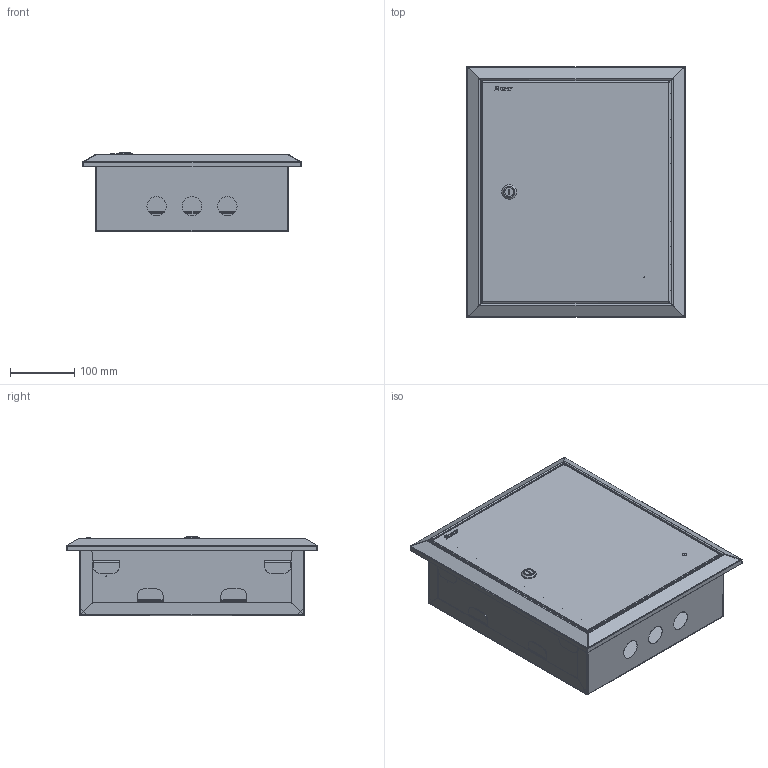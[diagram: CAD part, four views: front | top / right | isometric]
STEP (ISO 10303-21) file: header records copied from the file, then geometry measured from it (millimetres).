
FILE_DESCRIPTION (( 'STEP AP214' ), '1' );
FILE_NAME ('ﾙﾐﾂ-24 IP31 ﾌﾈ-1057 ﾑﾁ.STEP', '2017-09-11T13:16:44', ( 'Admin' ), ( '' ), 'SwSTEP 2.0', 'SolidWorks 2017', '' );
FILE_SCHEMA (( 'AUTOMOTIVE_DESIGN' ));
Length unit declared in the file: millimetre
Products named in the file (28): ÌÈ-1057.01.02.000 Ñòåíêà ïðàâàÿ â ñáîðå; ÌÈ-1057.03.00.000 Ôàëüøïàíåëü â ñáîðå; øïèëüêà îáìåäíåííàÿ Ì6õ12; ÌÈ-1057.03.00.001 Ôàëüøïàíåëü; ÌÈ-1057.01.01.000 Ñòåíêà ëåâàÿ â ñáîðå; DIN-ðåéêà; Êðîíøòåéí 40õ40; ÌÈ-1057.02.00.000 Äâåðü â ñáîðå; ÌÈ-1057.01.01.001 Ñòåíêà áîêîâàÿ; 呧蜦 3D; ÌÈ-1057.01.00.001 Ñòåíêà çàäíÿÿ; Çàìîê ïî÷òîâûé; Âíóòðåííåå òåëî çàìêà; ﾙﾐﾂ-24 IP31 ﾌﾈ-1057 ﾑﾁ; Ãàéêà; Ïðîêëàäêà ìåòàëëè÷åñêàÿ 2; pan head cross recess screw_din_ISO 7045 - M4 x 6 - Z --- 6N; Ïðîêëàäêà; Washer 6402_3_gost_丐ｩ｡ 2 6 ヮ葬 6402-70; 哏铌; Ïðîêëàäêà ìåòàëëè÷åñêàÿ; Òåëî çàìêà; Çàêëåïêà öèëèíäðè÷åñêàÿ Ì4 ÑÒ-Á ñ âíóòðåííåé ðåçüáîé_Œ8; pan head cross recess screw_din_DIN EN ISO 7045 - M4 x 16 - Z - 16N; ﾌﾈ-1057.02.00.001 ﾄ粢; cross ph tapping 968_din_Screw DIN 968-ST4.2x13-C-H-N; ÌÈ-1057.01.00.000 Êîðïóñ â ñáîðå; hex flange nut_din_Hexagon Flange Nut DIN 6923 - M6 - N
Assembly tree (48 placements, depth 4):
  ﾙﾐﾂ-24 IP31 ﾌﾈ-1057 ﾑﾁ
    ÌÈ-1057.01.00.000 Êîðïóñ â ñáîðå
      ÌÈ-1057.01.00.001 Ñòåíêà çàäíÿÿ
      ÌÈ-1057.01.01.000 Ñòåíêà ëåâàÿ â ñáîðå
        ÌÈ-1057.01.01.001 Ñòåíêà áîêîâàÿ
        Êðîíøòåéí 40õ40  x4
      ÌÈ-1057.01.02.000 Ñòåíêà ïðàâàÿ â ñáîðå
        ÌÈ-1057.01.01.001 Ñòåíêà áîêîâàÿ
        Êðîíøòåéí 40õ40  x4
        øïèëüêà îáìåäíåííàÿ Ì6õ12
    ÌÈ-1057.02.00.000 Äâåðü â ñáîðå
      ﾌﾈ-1057.02.00.001 ﾄ粢
      øïèëüêà îáìåäíåííàÿ Ì6õ12
      Çàêëåïêà öèëèíäðè÷åñêàÿ Ì4 ÑÒ-Á ñ âíóòðåííåé ðåçüáîé_Œ8  x2
      Çàìîê ïî÷òîâûé
        Òåëî çàìêà
        Ïðîêëàäêà ìåòàëëè÷åñêàÿ
        哏铌
        Washer 6402_3_gost_丐ｩ｡ 2 6 ヮ葬 6402-70
        Ïðîêëàäêà
        pan head cross recess screw_din_ISO 7045 - M4 x 6 - Z --- 6N
        Ïðîêëàäêà ìåòàëëè÷åñêàÿ 2
        Ãàéêà
        Âíóòðåííåå òåëî çàìêà
      呧蜦 3D
    DIN-ðåéêà  x2
    ÌÈ-1057.03.00.000 Ôàëüøïàíåëü â ñáîðå
      ÌÈ-1057.03.00.001 Ôàëüøïàíåëü
      øïèëüêà îáìåäíåííàÿ Ì6õ12
    hex flange nut_din_Hexagon Flange Nut DIN 6923 - M6 - N  x2
    cross ph tapping 968_din_Screw DIN 968-ST4.2x13-C-H-N  x8
    pan head cross recess screw_din_DIN EN ISO 7045 - M4 x 16 - Z - 16N  x2
Bounding box: 340 x 390.01 x 124.2 mm (x, y, z)
Volume: 426493 mm3; surface area: 1163804.5 mm2
Topology: 49 solids, 49 shells, 1502 faces, 3730 edges, 2349 vertices
Faces by surface type: plane 840, cylinder 380, bspline 158, cone 78, torus 24, sphere 22
Entity records: 29645 total; most frequent: CARTESIAN_POINT 8867, ORIENTED_EDGE 3952, DIRECTION 3762, EDGE_CURVE 1976, LINE 1270, VECTOR 1270, AXIS2_PLACEMENT_3D 1246, VERTEX_POINT 1237
